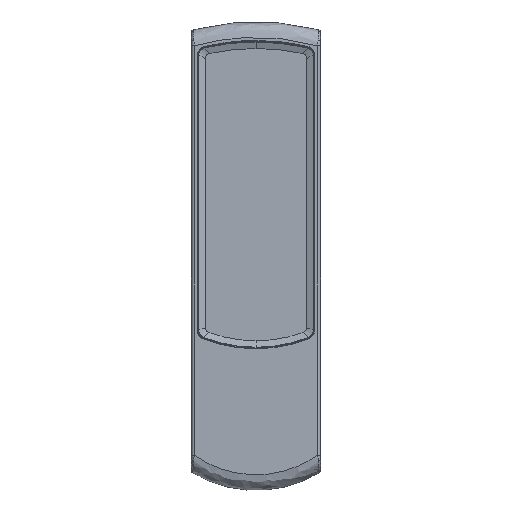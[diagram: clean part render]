
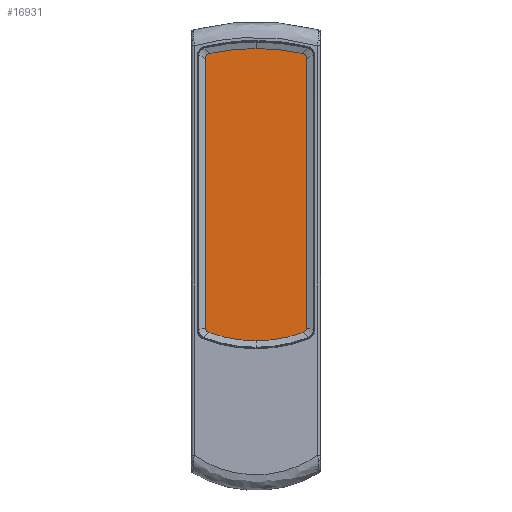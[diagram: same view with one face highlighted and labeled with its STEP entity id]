
A CAD part, top view. The second image highlights one B-rep face of the part: STEP entity #16931.
In plain terms, the highlighted planar face has unit normal (0, 0, 1).
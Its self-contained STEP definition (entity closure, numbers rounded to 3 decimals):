
#309 = ORIENTED_EDGE ( 'NONE', *, *, #2055, .T. ) ;
#326 = ORIENTED_EDGE ( 'NONE', *, *, #9945, .T. ) ;
#355 = CARTESIAN_POINT ( 'NONE',  ( 19.65, 98.256, 15.5 ) ) ;
#622 = EDGE_CURVE ( 'NONE', #2481, #5065, #16122, .T. ) ;
#791 = CARTESIAN_POINT ( 'NONE',  ( 18.336, -7.81, 15.5 ) ) ;
#1033 = CARTESIAN_POINT ( 'NONE',  ( -18.335, -7.81, 15.5 ) ) ;
#1153 = CARTESIAN_POINT ( 'NONE',  ( -18.75, 99.974, 15.5 ) ) ;
#1403 = B_SPLINE_CURVE_WITH_KNOTS ( 'NONE', 3,
 ( #15764, #12764, #17177, #8710 ),
 .UNSPECIFIED., .F., .F.,
 ( 4, 4 ),
 ( 0., 0.018 ),
 .UNSPECIFIED. ) ;
#1548 = CARTESIAN_POINT ( 'NONE',  ( -18.746, -7.66, 15.5 ) ) ;
#1767 = CARTESIAN_POINT ( 'NONE',  ( 19.65, 0., 15.5 ) ) ;
#2055 = EDGE_CURVE ( 'NONE', #5607, #10962, #3787, .T. ) ;
#2181 = DIRECTION ( 'NONE',  ( 1., 0., 0. ) ) ;
#2275 = EDGE_LOOP ( 'NONE', ( #14455, #5147, #309, #16997, #17195, #11811, #9359, #11804, #14873, #326 ) ) ;
#2299 = CARTESIAN_POINT ( 'NONE',  ( -19.65, 0., 15.5 ) ) ;
#2453 = CARTESIAN_POINT ( 'NONE',  ( -18.074, 100.211, 15.5 ) ) ;
#2477 = CARTESIAN_POINT ( 'NONE',  ( -19.65, 98.256, 15.5 ) ) ;
#2481 = VERTEX_POINT ( 'NONE', #17646 ) ;
#2498 = FACE_OUTER_BOUND ( 'NONE', #2275, .T. ) ;
#2511 = CARTESIAN_POINT ( 'NONE',  ( -19.574, 98.925, 15.5 ) ) ;
#2921 = CARTESIAN_POINT ( 'NONE',  ( 19.65, 98.482, 15.5 ) ) ;
#3034 = CARTESIAN_POINT ( 'NONE',  ( 19.255, 99.511, 15.5 ) ) ;
#3131 = CARTESIAN_POINT ( 'NONE',  ( 19.65, -5.931, 15.5 ) ) ;
#3196 = CARTESIAN_POINT ( 'NONE',  ( 19.65, -6.338, 15.5 ) ) ;
#3273 = CARTESIAN_POINT ( 'NONE',  ( 18.336, -7.81, 15.5 ) ) ;
#3787 = B_SPLINE_CURVE_WITH_KNOTS ( 'NONE', 3,
 ( #3273, #16069, #9465, #3196, #3131 ),
 .UNSPECIFIED., .F., .F.,
 ( 4, 1, 4 ),
 ( 0., 0.001, 0.002 ),
 .UNSPECIFIED. ) ;
#3865 = CARTESIAN_POINT ( 'NONE',  ( -19.65, 98.256, 15.5 ) ) ;
#4413 = CARTESIAN_POINT ( 'NONE',  ( 18.313, 100.159, 15.5 ) ) ;
#5065 = VERTEX_POINT ( 'NONE', #11743 ) ;
#5140 = VECTOR ( 'NONE', #7343, 1000. ) ;
#5147 = ORIENTED_EDGE ( 'NONE', *, *, #14311, .T. ) ;
#5607 = VERTEX_POINT ( 'NONE', #791 ) ;
#5968 = EDGE_CURVE ( 'NONE', #10962, #6320, #17029, .T. ) ;
#5976 = CARTESIAN_POINT ( 'NONE',  ( 0., -11.05, 15.5 ) ) ;
#6262 = B_SPLINE_CURVE_WITH_KNOTS ( 'NONE', 3,
 ( #355, #2921, #11361, #3034, #12791, #4413, #14231 ),
 .UNSPECIFIED., .F., .F.,
 ( 4, 1, 1, 1, 4 ),
 ( 0., 0.001, 0.001, 0.002, 0.003 ),
 .UNSPECIFIED. ) ;
#6320 = VERTEX_POINT ( 'NONE', #6774 ) ;
#6430 = CARTESIAN_POINT ( 'NONE',  ( -18.335, -7.81, 15.5 ) ) ;
#6774 = CARTESIAN_POINT ( 'NONE',  ( 19.65, 98.256, 15.5 ) ) ;
#7004 = CARTESIAN_POINT ( 'NONE',  ( -19.65, -6.338, 15.5 ) ) ;
#7343 = DIRECTION ( 'NONE',  ( 0., 1., 0. ) ) ;
#7363 = AXIS2_PLACEMENT_3D ( 'NONE', #17531, #10433, #2181 ) ;
#7377 = CARTESIAN_POINT ( 'NONE',  ( 12.475, -9.946, 15.5 ) ) ;
#8211 = EDGE_CURVE ( 'NONE', #5065, #8902, #1403, .T. ) ;
#8386 = EDGE_CURVE ( 'NONE', #14612, #10742, #9208, .T. ) ;
#8710 = CARTESIAN_POINT ( 'NONE',  ( -18.074, 100.211, 15.5 ) ) ;
#8902 = VERTEX_POINT ( 'NONE', #9803 ) ;
#9052 = PLANE ( 'NONE',  #7363 ) ;
#9057 = VECTOR ( 'NONE', #11980, 1000. ) ;
#9208 = LINE ( 'NONE', #2299, #9057 ) ;
#9222 = CARTESIAN_POINT ( 'NONE',  ( 0., -11.05, 15.5 ) ) ;
#9359 = ORIENTED_EDGE ( 'NONE', *, *, #8211, .T. ) ;
#9465 = CARTESIAN_POINT ( 'NONE',  ( 19.406, -7.118, 15.5 ) ) ;
#9782 = CARTESIAN_POINT ( 'NONE',  ( -19.406, -7.118, 15.5 ) ) ;
#9803 = CARTESIAN_POINT ( 'NONE',  ( -18.074, 100.211, 15.5 ) ) ;
#9945 = EDGE_CURVE ( 'NONE', #10742, #13684, #13361, .T. ) ;
#10433 = DIRECTION ( 'NONE',  ( 0., 0., 1. ) ) ;
#10742 = VERTEX_POINT ( 'NONE', #11680 ) ;
#10786 = CARTESIAN_POINT ( 'NONE',  ( -19.255, 99.511, 15.5 ) ) ;
#10962 = VERTEX_POINT ( 'NONE', #16459 ) ;
#11215 = CARTESIAN_POINT ( 'NONE',  ( -18.335, -7.81, 15.5 ) ) ;
#11361 = CARTESIAN_POINT ( 'NONE',  ( 19.574, 98.925, 15.5 ) ) ;
#11680 = CARTESIAN_POINT ( 'NONE',  ( -19.65, -5.931, 15.5 ) ) ;
#11743 = CARTESIAN_POINT ( 'NONE',  ( 0., 102.15, 15.5 ) ) ;
#11804 = ORIENTED_EDGE ( 'NONE', *, *, #15069, .T. ) ;
#11811 = ORIENTED_EDGE ( 'NONE', *, *, #622, .T. ) ;
#11814 = EDGE_CURVE ( 'NONE', #6320, #2481, #6262, .T. ) ;
#11980 = DIRECTION ( 'NONE',  ( 0., -1., 0. ) ) ;
#12209 = CARTESIAN_POINT ( 'NONE',  ( -19.65, 98.482, 15.5 ) ) ;
#12764 = CARTESIAN_POINT ( 'NONE',  ( -6.071, 102.149, 15.5 ) ) ;
#12791 = CARTESIAN_POINT ( 'NONE',  ( 18.75, 99.974, 15.5 ) ) ;
#12819 = B_SPLINE_CURVE_WITH_KNOTS ( 'NONE', 3,
 ( #6430, #16175, #17714, #9222 ),
 .UNSPECIFIED., .F., .F.,
 ( 4, 4 ),
 ( 0., 0.019 ),
 .UNSPECIFIED. ) ;
#13361 = B_SPLINE_CURVE_WITH_KNOTS ( 'NONE', 3,
 ( #16880, #7004, #9782, #1548, #11215 ),
 .UNSPECIFIED., .F., .F.,
 ( 4, 1, 4 ),
 ( 0., 0.001, 0.002 ),
 .UNSPECIFIED. ) ;
#13684 = VERTEX_POINT ( 'NONE', #1033 ) ;
#13875 = CARTESIAN_POINT ( 'NONE',  ( 0., 102.15, 15.5 ) ) ;
#13893 = CARTESIAN_POINT ( 'NONE',  ( 6.071, 102.149, 15.5 ) ) ;
#13950 = CARTESIAN_POINT ( 'NONE',  ( 12.142, 101.498, 15.5 ) ) ;
#13954 = CARTESIAN_POINT ( 'NONE',  ( 18.074, 100.211, 15.5 ) ) ;
#14231 = CARTESIAN_POINT ( 'NONE',  ( 18.074, 100.211, 15.5 ) ) ;
#14311 = EDGE_CURVE ( 'NONE', #15026, #5607, #17635, .T. ) ;
#14399 = CARTESIAN_POINT ( 'NONE',  ( 6.238, -11.048, 15.5 ) ) ;
#14455 = ORIENTED_EDGE ( 'NONE', *, *, #16951, .T. ) ;
#14612 = VERTEX_POINT ( 'NONE', #2477 ) ;
#14873 = ORIENTED_EDGE ( 'NONE', *, *, #8386, .T. ) ;
#15026 = VERTEX_POINT ( 'NONE', #16403 ) ;
#15037 = CARTESIAN_POINT ( 'NONE',  ( -18.313, 100.159, 15.5 ) ) ;
#15069 = EDGE_CURVE ( 'NONE', #8902, #14612, #16258, .T. ) ;
#15764 = CARTESIAN_POINT ( 'NONE',  ( 0., 102.15, 15.5 ) ) ;
#16069 = CARTESIAN_POINT ( 'NONE',  ( 18.746, -7.66, 15.5 ) ) ;
#16122 = B_SPLINE_CURVE_WITH_KNOTS ( 'NONE', 3,
 ( #13954, #13950, #13893, #13875 ),
 .UNSPECIFIED., .F., .F.,
 ( 4, 4 ),
 ( 0., 0.018 ),
 .UNSPECIFIED. ) ;
#16175 = CARTESIAN_POINT ( 'NONE',  ( -12.475, -9.946, 15.5 ) ) ;
#16258 = B_SPLINE_CURVE_WITH_KNOTS ( 'NONE', 3,
 ( #2453, #15037, #1153, #10786, #2511, #12209, #3865 ),
 .UNSPECIFIED., .F., .F.,
 ( 4, 1, 1, 1, 4 ),
 ( 0., 0.001, 0.001, 0.002, 0.003 ),
 .UNSPECIFIED. ) ;
#16403 = CARTESIAN_POINT ( 'NONE',  ( 0., -11.05, 15.5 ) ) ;
#16459 = CARTESIAN_POINT ( 'NONE',  ( 19.65, -5.931, 15.5 ) ) ;
#16880 = CARTESIAN_POINT ( 'NONE',  ( -19.65, -5.931, 15.5 ) ) ;
#16931 = ADVANCED_FACE ( 'NONE', ( #2498 ), #9052, .T. ) ;
#16951 = EDGE_CURVE ( 'NONE', #13684, #15026, #12819, .T. ) ;
#16997 = ORIENTED_EDGE ( 'NONE', *, *, #5968, .T. ) ;
#17029 = LINE ( 'NONE', #1767, #5140 ) ;
#17177 = CARTESIAN_POINT ( 'NONE',  ( -12.142, 101.498, 15.5 ) ) ;
#17195 = ORIENTED_EDGE ( 'NONE', *, *, #11814, .T. ) ;
#17247 = CARTESIAN_POINT ( 'NONE',  ( 18.336, -7.81, 15.5 ) ) ;
#17531 = CARTESIAN_POINT ( 'NONE',  ( 0., 0., 15.5 ) ) ;
#17635 = B_SPLINE_CURVE_WITH_KNOTS ( 'NONE', 3,
 ( #5976, #14399, #7377, #17247 ),
 .UNSPECIFIED., .F., .F.,
 ( 4, 4 ),
 ( 0., 0.019 ),
 .UNSPECIFIED. ) ;
#17646 = CARTESIAN_POINT ( 'NONE',  ( 18.074, 100.211, 15.5 ) ) ;
#17714 = CARTESIAN_POINT ( 'NONE',  ( -6.238, -11.048, 15.5 ) ) ;
